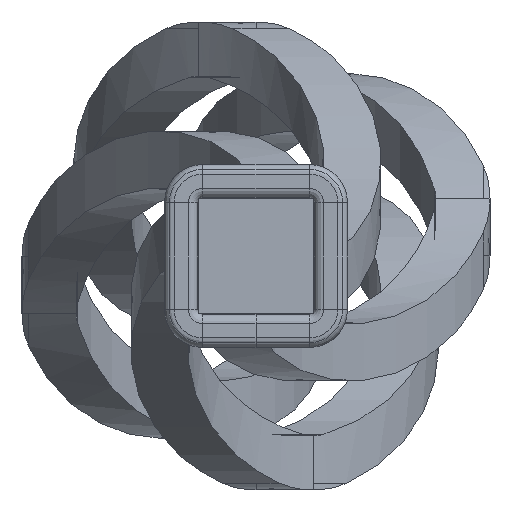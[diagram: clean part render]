
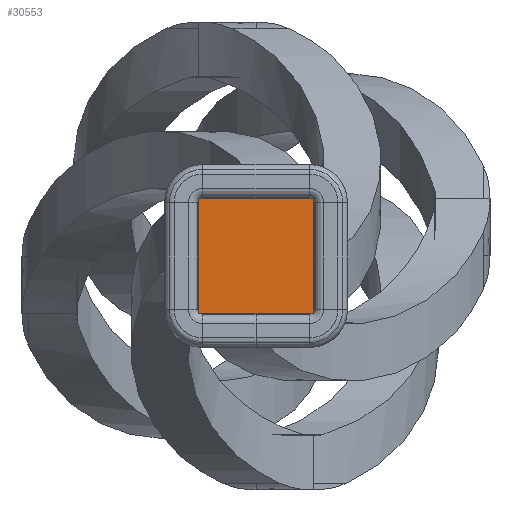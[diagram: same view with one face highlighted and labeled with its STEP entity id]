
A CAD part, front view. The second image highlights one B-rep face of the part: STEP entity #30553.
In plain terms, the highlighted planar face has unit normal (0, -1, 0).
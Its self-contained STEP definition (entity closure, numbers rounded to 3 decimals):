
#2119 = LINE ( 'NONE', #7930, #10327 ) ;
#2522 = CARTESIAN_POINT ( 'NONE',  ( 6., -450., 6. ) ) ;
#3347 = DIRECTION ( 'NONE',  ( -1., 0., 0. ) ) ;
#3538 = EDGE_LOOP ( 'NONE', ( #3683, #9984, #20191, #9189 ) ) ;
#3683 = ORIENTED_EDGE ( 'NONE', *, *, #25751, .F. ) ;
#5189 = EDGE_CURVE ( 'NONE', #9659, #24501, #14669, .T. ) ;
#5779 = DIRECTION ( 'NONE',  ( 0., 0., 1. ) ) ;
#7930 = CARTESIAN_POINT ( 'NONE',  ( -6., -450., -6. ) ) ;
#8076 = CARTESIAN_POINT ( 'NONE',  ( 0., -450., 0. ) ) ;
#8672 = CARTESIAN_POINT ( 'NONE',  ( 6., -450., 6. ) ) ;
#8879 = VERTEX_POINT ( 'NONE', #24527 ) ;
#9189 = ORIENTED_EDGE ( 'NONE', *, *, #13552, .F. ) ;
#9659 = VERTEX_POINT ( 'NONE', #10397 ) ;
#9984 = ORIENTED_EDGE ( 'NONE', *, *, #5189, .F. ) ;
#10327 = VECTOR ( 'NONE', #3347, 1000. ) ;
#10397 = CARTESIAN_POINT ( 'NONE',  ( -6., -450., 6. ) ) ;
#11429 = AXIS2_PLACEMENT_3D ( 'NONE', #8076, #29337, #5779 ) ;
#11554 = VERTEX_POINT ( 'NONE', #17894 ) ;
#12972 = LINE ( 'NONE', #28416, #16717 ) ;
#13552 = EDGE_CURVE ( 'NONE', #11554, #8879, #2119, .T. ) ;
#14669 = LINE ( 'NONE', #2522, #20611 ) ;
#16717 = VECTOR ( 'NONE', #23208, 1000. ) ;
#17894 = CARTESIAN_POINT ( 'NONE',  ( 6., -450., -6. ) ) ;
#18871 = LINE ( 'NONE', #27102, #22211 ) ;
#20191 = ORIENTED_EDGE ( 'NONE', *, *, #28074, .F. ) ;
#20611 = VECTOR ( 'NONE', #24213, 1000. ) ;
#22211 = VECTOR ( 'NONE', #26790, 1000. ) ;
#22359 = PLANE ( 'NONE',  #11429 ) ;
#22984 = FACE_OUTER_BOUND ( 'NONE', #3538, .T. ) ;
#23208 = DIRECTION ( 'NONE',  ( 0., 0., -1. ) ) ;
#24213 = DIRECTION ( 'NONE',  ( 1., 0., 0. ) ) ;
#24501 = VERTEX_POINT ( 'NONE', #8672 ) ;
#24527 = CARTESIAN_POINT ( 'NONE',  ( -6., -450., -6. ) ) ;
#25751 = EDGE_CURVE ( 'NONE', #24501, #11554, #12972, .T. ) ;
#26790 = DIRECTION ( 'NONE',  ( 0., 0., 1. ) ) ;
#27102 = CARTESIAN_POINT ( 'NONE',  ( -6., -450., 6. ) ) ;
#28074 = EDGE_CURVE ( 'NONE', #8879, #9659, #18871, .T. ) ;
#28416 = CARTESIAN_POINT ( 'NONE',  ( 6., -450., -6. ) ) ;
#29337 = DIRECTION ( 'NONE',  ( 0., 1., 0. ) ) ;
#30553 = ADVANCED_FACE ( 'NONE', ( #22984 ), #22359, .F. ) ;
